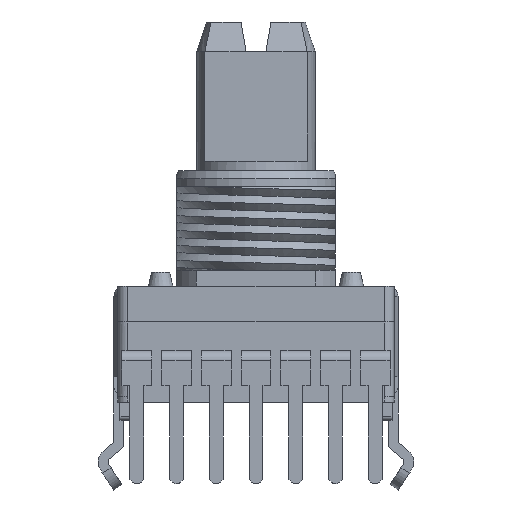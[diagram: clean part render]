
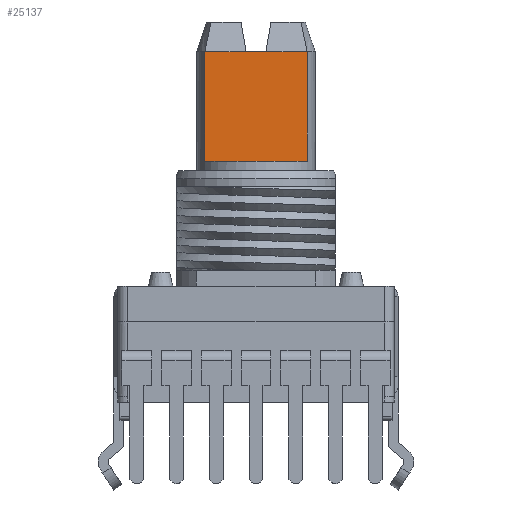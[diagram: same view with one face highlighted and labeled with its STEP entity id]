
A CAD part, front view. The second image highlights one B-rep face of the part: STEP entity #25137.
In plain terms, the highlighted planar face has unit normal (0, -1, 0).
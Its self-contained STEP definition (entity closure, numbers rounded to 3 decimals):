
#395 = CARTESIAN_POINT ( 'NONE',  ( -3.734, -0.847, 7.3 ) ) ;
#2184 = CARTESIAN_POINT ( 'NONE',  ( -3.734, -0.847, 1.8 ) ) ;
#2185 = DIRECTION ( 'NONE',  ( 0., 0., 1. ) ) ;
#2200 = CARTESIAN_POINT ( 'NONE',  ( -4.218, -0.847, 7.3 ) ) ;
#2204 = DIRECTION ( 'NONE',  ( 1., 0., 0. ) ) ;
#2207 = CARTESIAN_POINT ( 'NONE',  ( -0.662, -0.847, 7.3 ) ) ;
#2208 = DIRECTION ( 'NONE',  ( 1., 0., 0. ) ) ;
#2215 = CARTESIAN_POINT ( 'NONE',  ( 1.41, -0.847, 1.8 ) ) ;
#2216 = DIRECTION ( 'NONE',  ( 0., 0., 1. ) ) ;
#2217 = CARTESIAN_POINT ( 'NONE',  ( -3.734, -0.847, 1.8 ) ) ;
#2226 = DIRECTION ( 'NONE',  ( -1., 0., 0. ) ) ;
#2258 = CARTESIAN_POINT ( 'NONE',  ( -4.218, -0.847, 7.3 ) ) ;
#2259 = DIRECTION ( 'NONE',  ( 1., 0., 0. ) ) ;
#7939 = FACE_OUTER_BOUND ( 'NONE', #24151, .T. ) ;
#9650 = CARTESIAN_POINT ( 'NONE',  ( -3.734, -0.847, 1.8 ) ) ;
#9652 = PLANE ( 'NONE',  #10261 ) ;
#9669 = DIRECTION ( 'NONE',  ( 0., 1., 0. ) ) ;
#9671 = DIRECTION ( 'NONE',  ( 0., 0., -1. ) ) ;
#10261 = AXIS2_PLACEMENT_3D ( 'NONE', #9650, #9669, #9671 ) ;
#16460 = VERTEX_POINT ( 'NONE', #25885 ) ;
#16503 = VERTEX_POINT ( 'NONE', #25830 ) ;
#16540 = VERTEX_POINT ( 'NONE', #25801 ) ;
#16732 = VERTEX_POINT ( 'NONE', #20284 ) ;
#16822 = VERTEX_POINT ( 'NONE', #20315 ) ;
#17802 = EDGE_CURVE ( 'NONE', #16540, #25671, #23546, .T. ) ;
#17810 = EDGE_CURVE ( 'NONE', #16822, #16503, #23554, .T. ) ;
#17812 = EDGE_CURVE ( 'NONE', #16460, #16822, #23559, .T. ) ;
#17816 = EDGE_CURVE ( 'NONE', #16732, #16503, #23570, .T. ) ;
#17820 = EDGE_CURVE ( 'NONE', #16732, #16540, #23576, .T. ) ;
#17834 = EDGE_CURVE ( 'NONE', #25671, #16460, #23601, .T. ) ;
#20284 = CARTESIAN_POINT ( 'NONE',  ( 1.41, -0.847, 1.8 ) ) ;
#20315 = CARTESIAN_POINT ( 'NONE',  ( -0.662, -0.847, 7.3 ) ) ;
#23545 = VECTOR ( 'NONE', #2208, 1000. ) ;
#23546 = LINE ( 'NONE', #2184, #23547 ) ;
#23547 = VECTOR ( 'NONE', #2185, 1000. ) ;
#23554 = LINE ( 'NONE', #2200, #23560 ) ;
#23559 = LINE ( 'NONE', #2207, #23545 ) ;
#23560 = VECTOR ( 'NONE', #2204, 1000. ) ;
#23570 = LINE ( 'NONE', #2215, #23571 ) ;
#23571 = VECTOR ( 'NONE', #2216, 1000. ) ;
#23576 = LINE ( 'NONE', #2217, #23578 ) ;
#23578 = VECTOR ( 'NONE', #2226, 1000. ) ;
#23601 = LINE ( 'NONE', #2258, #23602 ) ;
#23602 = VECTOR ( 'NONE', #2259, 1000. ) ;
#24151 = EDGE_LOOP ( 'NONE', ( #31839, #31837, #31860, #31464, #31855, #31858 ) ) ;
#25137 = ADVANCED_FACE ( 'NONE', ( #7939 ), #9652, .F. ) ;
#25671 = VERTEX_POINT ( 'NONE', #395 ) ;
#25801 = CARTESIAN_POINT ( 'NONE',  ( -3.734, -0.847, 1.8 ) ) ;
#25830 = CARTESIAN_POINT ( 'NONE',  ( 1.41, -0.847, 7.3 ) ) ;
#25885 = CARTESIAN_POINT ( 'NONE',  ( -1.662, -0.847, 7.3 ) ) ;
#31464 = ORIENTED_EDGE ( 'NONE', *, *, #17816, .T. ) ;
#31837 = ORIENTED_EDGE ( 'NONE', *, *, #17802, .F. ) ;
#31839 = ORIENTED_EDGE ( 'NONE', *, *, #17834, .F. ) ;
#31855 = ORIENTED_EDGE ( 'NONE', *, *, #17810, .F. ) ;
#31858 = ORIENTED_EDGE ( 'NONE', *, *, #17812, .F. ) ;
#31860 = ORIENTED_EDGE ( 'NONE', *, *, #17820, .F. ) ;
